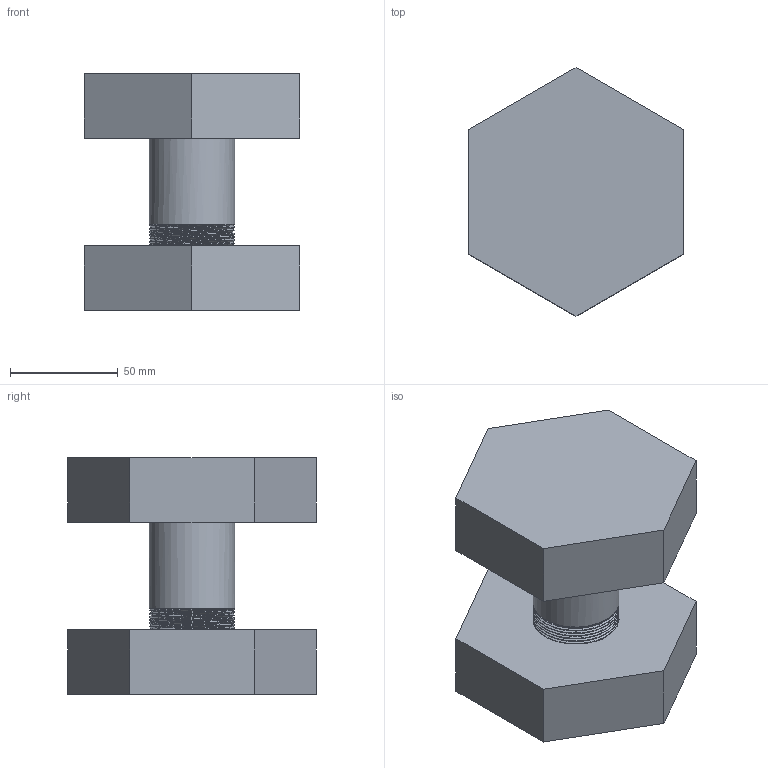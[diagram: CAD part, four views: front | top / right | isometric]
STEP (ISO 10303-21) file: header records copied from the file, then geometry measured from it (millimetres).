
FILE_DESCRIPTION(/* description */ (''),/* implementation_level */ '2;1');
FILE_NAME(/* name */ 'nut and bolts v1.step',/* time_stamp */ '2025-06-07T10:58:18+05:45',/* author */ (''),/* organization */ (''),/* preprocessor_version */ 'ST-DEVELOPER v20.1',/* originating_system */ 'Autodesk Translation Framework v14.10.0.0',/* authorisation */ '');
FILE_SCHEMA (('AUTOMOTIVE_DESIGN { 1 0 10303 214 3 1 1 }'));
Length unit declared in the file: millimetre
Products named in the file (2): nut and bolts; nut
Assembly tree (1 placements, depth 2):
  nut and bolts
    nut
Bounding box: 100 x 115.47 x 110 mm (x, y, z)
Volume: 580926.6 mm3; surface area: 72249.5 mm2
Topology: 2 solids, 2 shells, 120 faces, 345 edges, 230 vertices
Faces by surface type: cylinder 98, plane 18, bspline 4
Full cylindrical faces by diameter (mm): 38.132 x26, 38.526 x19, 39.85 x27, 40.208 x19
Entity records: 14690 total; most frequent: CARTESIAN_POINT 11881, ORIENTED_EDGE 690, DIRECTION 391, EDGE_CURVE 345, VERTEX_POINT 230, B_SPLINE_CURVE_WITH_KNOTS 203, LINE 131, VECTOR 131
